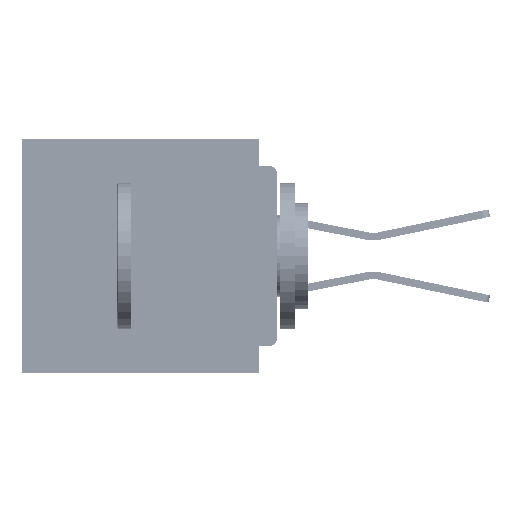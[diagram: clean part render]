
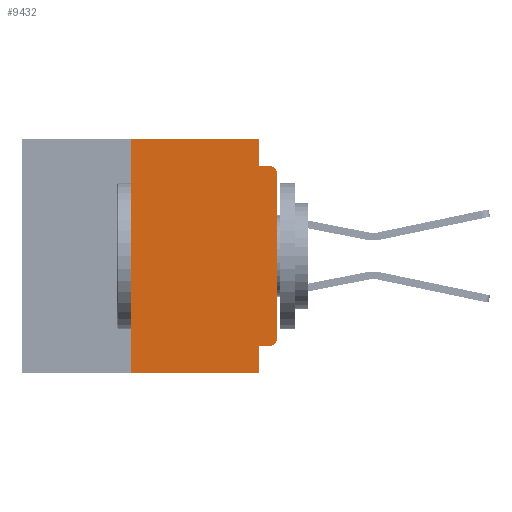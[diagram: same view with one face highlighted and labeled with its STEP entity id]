
A CAD part, left-side view. The second image highlights one B-rep face of the part: STEP entity #9432.
In plain terms, the highlighted planar face has unit normal (-1, 0, 0).
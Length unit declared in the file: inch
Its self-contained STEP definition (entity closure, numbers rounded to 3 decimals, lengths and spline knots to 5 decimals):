
#687 = CARTESIAN_POINT ( 'NONE',  ( 0., 0.031, -0.355 ) ) ;
#1437 = DIRECTION ( 'NONE',  ( 0., 0., -1. ) ) ;
#2579 = CARTESIAN_POINT ( 'NONE',  ( 0., 0.25, -0.4 ) ) ;
#2659 = VECTOR ( 'NONE', #61150, 39.37008 ) ;
#2922 = CARTESIAN_POINT ( 'NONE',  ( 0., 0.031, -0.045 ) ) ;
#3119 = VERTEX_POINT ( 'NONE', #30295 ) ;
#3391 = DIRECTION ( 'NONE',  ( 0., 1., 0. ) ) ;
#7254 = VECTOR ( 'NONE', #20081, 39.37008 ) ;
#8179 = LINE ( 'NONE', #8726, #33016 ) ;
#8726 = CARTESIAN_POINT ( 'NONE',  ( 0., 0., -0.355 ) ) ;
#8839 = CIRCLE ( 'NONE', #67803, 0.015 ) ;
#8975 = CARTESIAN_POINT ( 'NONE',  ( 0., 0.031, -0.4 ) ) ;
#9432 = ADVANCED_FACE ( 'NONE', ( #33864 ), #11681, .F. ) ;
#9516 = ORIENTED_EDGE ( 'NONE', *, *, #16184, .F. ) ;
#11681 = PLANE ( 'NONE',  #40455 ) ;
#11901 = CARTESIAN_POINT ( 'NONE',  ( 0., 0.437, 0. ) ) ;
#12220 = VERTEX_POINT ( 'NONE', #21324 ) ;
#12637 = VECTOR ( 'NONE', #12827, 39.37008 ) ;
#12827 = DIRECTION ( 'NONE',  ( 0., -1., 0. ) ) ;
#13714 = EDGE_CURVE ( 'NONE', #26911, #25843, #29162, .T. ) ;
#13848 = EDGE_CURVE ( 'NONE', #3119, #12220, #17599, .T. ) ;
#14184 = ORIENTED_EDGE ( 'NONE', *, *, #30554, .F. ) ;
#16184 = EDGE_CURVE ( 'NONE', #43149, #49796, #64195, .T. ) ;
#17599 = CIRCLE ( 'NONE', #46788, 0.015 ) ;
#18079 = ORIENTED_EDGE ( 'NONE', *, *, #32254, .F. ) ;
#18265 = ORIENTED_EDGE ( 'NONE', *, *, #13714, .T. ) ;
#18669 = CARTESIAN_POINT ( 'NONE',  ( 0., 0.031, 0. ) ) ;
#19794 = DIRECTION ( 'NONE',  ( -1., 0., 0. ) ) ;
#20081 = DIRECTION ( 'NONE',  ( 0., 0., -1. ) ) ;
#20235 = VERTEX_POINT ( 'NONE', #2922 ) ;
#21324 = CARTESIAN_POINT ( 'NONE',  ( 0., 0., -0.34 ) ) ;
#22208 = DIRECTION ( 'NONE',  ( 0., -1., 0. ) ) ;
#22350 = VECTOR ( 'NONE', #31510, 39.37008 ) ;
#22693 = ORIENTED_EDGE ( 'NONE', *, *, #30261, .T. ) ;
#22829 = EDGE_CURVE ( 'NONE', #26911, #43149, #66714, .T. ) ;
#23250 = VECTOR ( 'NONE', #51454, 39.37008 ) ;
#24449 = CARTESIAN_POINT ( 'NONE',  ( 0., 0.25, 0. ) ) ;
#25042 = VECTOR ( 'NONE', #57780, 39.37008 ) ;
#25843 = VERTEX_POINT ( 'NONE', #8975 ) ;
#25877 = VECTOR ( 'NONE', #22208, 39.37008 ) ;
#26076 = CARTESIAN_POINT ( 'NONE',  ( 0., 0., -0.06 ) ) ;
#26911 = VERTEX_POINT ( 'NONE', #2579 ) ;
#28335 = CARTESIAN_POINT ( 'NONE',  ( 0., 0., -0.045 ) ) ;
#28805 = DIRECTION ( 'NONE',  ( -1., 0., 0. ) ) ;
#29133 = ORIENTED_EDGE ( 'NONE', *, *, #36927, .F. ) ;
#29162 = LINE ( 'NONE', #37871, #25877 ) ;
#30261 = EDGE_CURVE ( 'NONE', #12220, #38454, #57111, .T. ) ;
#30295 = CARTESIAN_POINT ( 'NONE',  ( 0., 0.015, -0.355 ) ) ;
#30554 = EDGE_CURVE ( 'NONE', #49796, #20235, #54601, .T. ) ;
#31510 = DIRECTION ( 'NONE',  ( 0., -1., 0. ) ) ;
#32254 = EDGE_CURVE ( 'NONE', #3119, #40783, #8179, .T. ) ;
#32956 = EDGE_CURVE ( 'NONE', #40783, #25843, #49404, .T. ) ;
#33016 = VECTOR ( 'NONE', #3391, 39.37008 ) ;
#33136 = DIRECTION ( 'NONE',  ( 1., 0., 0. ) ) ;
#33864 = FACE_OUTER_BOUND ( 'NONE', #36843, .T. ) ;
#35075 = CARTESIAN_POINT ( 'NONE',  ( 0., 0., 0. ) ) ;
#35992 = CARTESIAN_POINT ( 'NONE',  ( 0., 0.031, -0.4 ) ) ;
#36752 = CARTESIAN_POINT ( 'NONE',  ( 0., 0.031, 0. ) ) ;
#36843 = EDGE_LOOP ( 'NONE', ( #22693, #38858, #29133, #14184, #9516, #63142, #18265, #54061, #18079, #44358 ) ) ;
#36927 = EDGE_CURVE ( 'NONE', #20235, #41505, #54638, .T. ) ;
#37871 = CARTESIAN_POINT ( 'NONE',  ( 0., 0.437, -0.4 ) ) ;
#38454 = VERTEX_POINT ( 'NONE', #26076 ) ;
#38858 = ORIENTED_EDGE ( 'NONE', *, *, #58909, .T. ) ;
#40455 = AXIS2_PLACEMENT_3D ( 'NONE', #11901, #33136, #1437 ) ;
#40783 = VERTEX_POINT ( 'NONE', #687 ) ;
#41505 = VERTEX_POINT ( 'NONE', #48861 ) ;
#43149 = VERTEX_POINT ( 'NONE', #24449 ) ;
#44358 = ORIENTED_EDGE ( 'NONE', *, *, #13848, .T. ) ;
#46206 = CARTESIAN_POINT ( 'NONE',  ( 0., 0.25, -0.4 ) ) ;
#46788 = AXIS2_PLACEMENT_3D ( 'NONE', #60230, #28805, #65511 ) ;
#48861 = CARTESIAN_POINT ( 'NONE',  ( 0., 0.015, -0.045 ) ) ;
#49404 = LINE ( 'NONE', #35992, #7254 ) ;
#49796 = VERTEX_POINT ( 'NONE', #18669 ) ;
#51317 = CARTESIAN_POINT ( 'NONE',  ( 0., 0.015, -0.06 ) ) ;
#51454 = DIRECTION ( 'NONE',  ( 0., 0., 1. ) ) ;
#52425 = CARTESIAN_POINT ( 'NONE',  ( 0., 0.437, 0. ) ) ;
#54061 = ORIENTED_EDGE ( 'NONE', *, *, #32956, .F. ) ;
#54601 = LINE ( 'NONE', #36752, #25042 ) ;
#54638 = LINE ( 'NONE', #28335, #12637 ) ;
#56538 = DIRECTION ( 'NONE',  ( 0., 0., -1. ) ) ;
#57111 = LINE ( 'NONE', #35075, #2659 ) ;
#57780 = DIRECTION ( 'NONE',  ( 0., 0., -1. ) ) ;
#58909 = EDGE_CURVE ( 'NONE', #38454, #41505, #8839, .T. ) ;
#60230 = CARTESIAN_POINT ( 'NONE',  ( 0., 0.015, -0.34 ) ) ;
#61150 = DIRECTION ( 'NONE',  ( 0., 0., 1. ) ) ;
#63142 = ORIENTED_EDGE ( 'NONE', *, *, #22829, .F. ) ;
#64195 = LINE ( 'NONE', #52425, #22350 ) ;
#65511 = DIRECTION ( 'NONE',  ( 0., 0., -1. ) ) ;
#66714 = LINE ( 'NONE', #46206, #23250 ) ;
#67803 = AXIS2_PLACEMENT_3D ( 'NONE', #51317, #19794, #56538 ) ;
